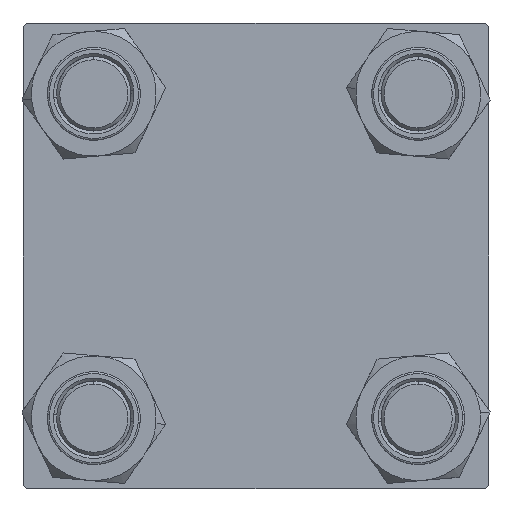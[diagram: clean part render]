
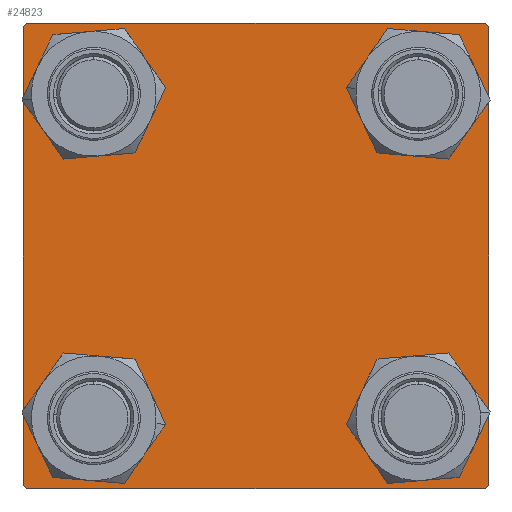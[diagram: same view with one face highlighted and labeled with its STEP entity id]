
A CAD part, left-side view. The second image highlights one B-rep face of the part: STEP entity #24823.
In plain terms, the highlighted planar face has unit normal (-1, 0, 0).
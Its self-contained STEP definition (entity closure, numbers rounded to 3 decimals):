
#125 = ORIENTED_EDGE ( 'NONE', *, *, #30064, .T. ) ;
#290 = CARTESIAN_POINT ( 'NONE',  ( 0., 37.5, 37.5 ) ) ;
#313 = ORIENTED_EDGE ( 'NONE', *, *, #36867, .T. ) ;
#1487 = ORIENTED_EDGE ( 'NONE', *, *, #11150, .T. ) ;
#1965 = CIRCLE ( 'NONE', #16617, 6.5 ) ;
#2159 = LINE ( 'NONE', #19913, #5676 ) ;
#2279 = VERTEX_POINT ( 'NONE', #30538 ) ;
#3188 = CARTESIAN_POINT ( 'NONE',  ( 0., -37., -37.5 ) ) ;
#3226 = CARTESIAN_POINT ( 'NONE',  ( 0., -26.15, 32.65 ) ) ;
#3412 = VERTEX_POINT ( 'NONE', #42051 ) ;
#3958 = VECTOR ( 'NONE', #35817, 1000. ) ;
#4011 = VERTEX_POINT ( 'NONE', #9933 ) ;
#4043 = DIRECTION ( 'NONE',  ( -1., 0., 0. ) ) ;
#5489 = CARTESIAN_POINT ( 'NONE',  ( 0., 26.15, 32.65 ) ) ;
#5568 = EDGE_CURVE ( 'NONE', #41372, #29368, #49955, .T. ) ;
#5676 = VECTOR ( 'NONE', #19636, 1000. ) ;
#7045 = CARTESIAN_POINT ( 'NONE',  ( 0., 37.25, -37.25 ) ) ;
#7262 = CARTESIAN_POINT ( 'NONE',  ( 0., 26.15, -26.15 ) ) ;
#8336 = CARTESIAN_POINT ( 'NONE',  ( 0., 37.5, -37.5 ) ) ;
#8511 = DIRECTION ( 'NONE',  ( 0., 0., 1. ) ) ;
#9461 = VERTEX_POINT ( 'NONE', #52513 ) ;
#9532 = DIRECTION ( 'NONE',  ( 1., 0., 0. ) ) ;
#9640 = LINE ( 'NONE', #26841, #22949 ) ;
#9933 = CARTESIAN_POINT ( 'NONE',  ( 0., -37.5, -37. ) ) ;
#10087 = CARTESIAN_POINT ( 'NONE',  ( 0., -37., 37.5 ) ) ;
#10203 = EDGE_CURVE ( 'NONE', #42466, #17204, #33607, .T. ) ;
#10402 = DIRECTION ( 'NONE',  ( 0., 0., 1. ) ) ;
#11150 = EDGE_CURVE ( 'NONE', #29368, #41372, #24474, .T. ) ;
#11306 = DIRECTION ( 'NONE',  ( 0., -0.707, 0.707 ) ) ;
#12167 = DIRECTION ( 'NONE',  ( 0., 0., -1. ) ) ;
#12359 = DIRECTION ( 'NONE',  ( 0., 0., 1. ) ) ;
#12442 = CARTESIAN_POINT ( 'NONE',  ( 0., 26.15, -26.15 ) ) ;
#12893 = LINE ( 'NONE', #290, #3958 ) ;
#13949 = CARTESIAN_POINT ( 'NONE',  ( 0., -26.15, 26.15 ) ) ;
#16060 = DIRECTION ( 'NONE',  ( 1., 0., 0. ) ) ;
#16617 = AXIS2_PLACEMENT_3D ( 'NONE', #47770, #21091, #56088 ) ;
#16689 = CARTESIAN_POINT ( 'NONE',  ( 0., 26.15, 19.65 ) ) ;
#16946 = FACE_BOUND ( 'NONE', #48806, .T. ) ;
#17039 = EDGE_CURVE ( 'NONE', #29620, #32361, #29995, .T. ) ;
#17117 = DIRECTION ( 'NONE',  ( 1., 0., 0. ) ) ;
#17204 = VERTEX_POINT ( 'NONE', #16689 ) ;
#17318 = CARTESIAN_POINT ( 'NONE',  ( 0., -37.5, 37.5 ) ) ;
#17510 = PLANE ( 'NONE',  #41210 ) ;
#17923 = ORIENTED_EDGE ( 'NONE', *, *, #22160, .F. ) ;
#18543 = CIRCLE ( 'NONE', #24953, 6.5 ) ;
#19333 = DIRECTION ( 'NONE',  ( 1., 0., 0. ) ) ;
#19582 = ORIENTED_EDGE ( 'NONE', *, *, #39411, .T. ) ;
#19636 = DIRECTION ( 'NONE',  ( 0., 0.707, 0.707 ) ) ;
#19669 = ORIENTED_EDGE ( 'NONE', *, *, #31120, .T. ) ;
#19913 = CARTESIAN_POINT ( 'NONE',  ( 0., -37.25, 37.25 ) ) ;
#20348 = DIRECTION ( 'NONE',  ( 0., 0., 1. ) ) ;
#20590 = EDGE_CURVE ( 'NONE', #47386, #50327, #34701, .T. ) ;
#20843 = CARTESIAN_POINT ( 'NONE',  ( 0., -26.15, -19.65 ) ) ;
#21091 = DIRECTION ( 'NONE',  ( 1., 0., 0. ) ) ;
#22160 = EDGE_CURVE ( 'NONE', #47751, #4011, #56600, .T. ) ;
#22949 = VECTOR ( 'NONE', #27975, 1000. ) ;
#23340 = EDGE_CURVE ( 'NONE', #3412, #47386, #51201, .T. ) ;
#24474 = CIRCLE ( 'NONE', #34540, 6.5 ) ;
#24823 = ADVANCED_FACE ( 'NONE', ( #54819, #16946, #39011, #47346, #56511 ), #17510, .T. ) ;
#24866 = VECTOR ( 'NONE', #11306, 1000. ) ;
#24953 = AXIS2_PLACEMENT_3D ( 'NONE', #44805, #9532, #40785 ) ;
#25340 = ORIENTED_EDGE ( 'NONE', *, *, #34327, .T. ) ;
#25487 = VERTEX_POINT ( 'NONE', #27917 ) ;
#25764 = ORIENTED_EDGE ( 'NONE', *, *, #47537, .T. ) ;
#26841 = CARTESIAN_POINT ( 'NONE',  ( 0., 37.5, 37.5 ) ) ;
#27225 = AXIS2_PLACEMENT_3D ( 'NONE', #45682, #41656, #10402 ) ;
#27917 = CARTESIAN_POINT ( 'NONE',  ( 0., -26.15, -32.65 ) ) ;
#27975 = DIRECTION ( 'NONE',  ( 0., 0., -1. ) ) ;
#28035 = VERTEX_POINT ( 'NONE', #20843 ) ;
#28155 = AXIS2_PLACEMENT_3D ( 'NONE', #12442, #29929, #30207 ) ;
#28746 = DIRECTION ( 'NONE',  ( 0., 0., 1. ) ) ;
#29331 = CIRCLE ( 'NONE', #50415, 6.5 ) ;
#29368 = VERTEX_POINT ( 'NONE', #38497 ) ;
#29620 = VERTEX_POINT ( 'NONE', #33133 ) ;
#29807 = CARTESIAN_POINT ( 'NONE',  ( 0., -26.15, -26.15 ) ) ;
#29929 = DIRECTION ( 'NONE',  ( 1., 0., 0. ) ) ;
#29995 = CIRCLE ( 'NONE', #28155, 6.5 ) ;
#30064 = EDGE_CURVE ( 'NONE', #32361, #29620, #45932, .T. ) ;
#30118 = VECTOR ( 'NONE', #30402, 1000. ) ;
#30151 = VECTOR ( 'NONE', #12167, 1000. ) ;
#30207 = DIRECTION ( 'NONE',  ( 0., 0., 1. ) ) ;
#30402 = DIRECTION ( 'NONE',  ( 0., -1., 0. ) ) ;
#30538 = CARTESIAN_POINT ( 'NONE',  ( 0., 37., 37.5 ) ) ;
#31120 = EDGE_CURVE ( 'NONE', #9461, #3412, #9640, .T. ) ;
#31252 = ORIENTED_EDGE ( 'NONE', *, *, #20590, .T. ) ;
#31407 = CARTESIAN_POINT ( 'NONE',  ( 0., 37., -37.5 ) ) ;
#32134 = EDGE_LOOP ( 'NONE', ( #34974, #1487 ) ) ;
#32361 = VERTEX_POINT ( 'NONE', #32432 ) ;
#32432 = CARTESIAN_POINT ( 'NONE',  ( 0., 26.15, -19.65 ) ) ;
#33133 = CARTESIAN_POINT ( 'NONE',  ( 0., 26.15, -32.65 ) ) ;
#33461 = VERTEX_POINT ( 'NONE', #10087 ) ;
#33604 = CARTESIAN_POINT ( 'NONE',  ( 0., -37.5, 37. ) ) ;
#33607 = CIRCLE ( 'NONE', #27225, 6.5 ) ;
#33895 = EDGE_CURVE ( 'NONE', #2279, #9461, #46141, .T. ) ;
#34327 = EDGE_CURVE ( 'NONE', #28035, #25487, #1965, .T. ) ;
#34454 = EDGE_CURVE ( 'NONE', #50327, #4011, #37684, .T. ) ;
#34508 = ORIENTED_EDGE ( 'NONE', *, *, #33895, .T. ) ;
#34540 = AXIS2_PLACEMENT_3D ( 'NONE', #41941, #50269, #28746 ) ;
#34701 = LINE ( 'NONE', #8336, #30118 ) ;
#34974 = ORIENTED_EDGE ( 'NONE', *, *, #5568, .T. ) ;
#35399 = ORIENTED_EDGE ( 'NONE', *, *, #23340, .T. ) ;
#35684 = VECTOR ( 'NONE', #46056, 1000. ) ;
#35817 = DIRECTION ( 'NONE',  ( 0., -1., 0. ) ) ;
#35852 = VECTOR ( 'NONE', #55866, 1000. ) ;
#36852 = ORIENTED_EDGE ( 'NONE', *, *, #10203, .T. ) ;
#36867 = EDGE_CURVE ( 'NONE', #17204, #42466, #18543, .T. ) ;
#37684 = LINE ( 'NONE', #50027, #24866 ) ;
#38497 = CARTESIAN_POINT ( 'NONE',  ( 0., -26.15, 19.65 ) ) ;
#39011 = FACE_BOUND ( 'NONE', #55696, .T. ) ;
#39295 = CARTESIAN_POINT ( 'NONE',  ( 0., 0., 0. ) ) ;
#39411 = EDGE_CURVE ( 'NONE', #25487, #28035, #29331, .T. ) ;
#40785 = DIRECTION ( 'NONE',  ( 0., 0., 1. ) ) ;
#41210 = AXIS2_PLACEMENT_3D ( 'NONE', #39295, #4043, #12359 ) ;
#41372 = VERTEX_POINT ( 'NONE', #3226 ) ;
#41512 = ORIENTED_EDGE ( 'NONE', *, *, #17039, .T. ) ;
#41656 = DIRECTION ( 'NONE',  ( 1., 0., 0. ) ) ;
#41941 = CARTESIAN_POINT ( 'NONE',  ( 0., -26.15, 26.15 ) ) ;
#42051 = CARTESIAN_POINT ( 'NONE',  ( 0., 37.5, -37. ) ) ;
#42466 = VERTEX_POINT ( 'NONE', #5489 ) ;
#44805 = CARTESIAN_POINT ( 'NONE',  ( 0., 26.15, 26.15 ) ) ;
#45682 = CARTESIAN_POINT ( 'NONE',  ( 0., 26.15, 26.15 ) ) ;
#45932 = CIRCLE ( 'NONE', #54205, 6.5 ) ;
#46056 = DIRECTION ( 'NONE',  ( 0., -0.707, -0.707 ) ) ;
#46141 = LINE ( 'NONE', #50438, #35852 ) ;
#46426 = EDGE_LOOP ( 'NONE', ( #36852, #313 ) ) ;
#47346 = FACE_BOUND ( 'NONE', #46426, .T. ) ;
#47386 = VERTEX_POINT ( 'NONE', #31407 ) ;
#47537 = EDGE_CURVE ( 'NONE', #47751, #33461, #2159, .T. ) ;
#47751 = VERTEX_POINT ( 'NONE', #33604 ) ;
#47770 = CARTESIAN_POINT ( 'NONE',  ( 0., -26.15, -26.15 ) ) ;
#48575 = ORIENTED_EDGE ( 'NONE', *, *, #34454, .T. ) ;
#48806 = EDGE_LOOP ( 'NONE', ( #25340, #19582 ) ) ;
#49955 = CIRCLE ( 'NONE', #55439, 6.5 ) ;
#50027 = CARTESIAN_POINT ( 'NONE',  ( 0., -37.25, -37.25 ) ) ;
#50269 = DIRECTION ( 'NONE',  ( 1., 0., 0. ) ) ;
#50327 = VERTEX_POINT ( 'NONE', #3188 ) ;
#50415 = AXIS2_PLACEMENT_3D ( 'NONE', #29807, #16060, #20348 ) ;
#50438 = CARTESIAN_POINT ( 'NONE',  ( 0., 37.25, 37.25 ) ) ;
#51201 = LINE ( 'NONE', #7045, #35684 ) ;
#51410 = ORIENTED_EDGE ( 'NONE', *, *, #51650, .F. ) ;
#51650 = EDGE_CURVE ( 'NONE', #2279, #33461, #12893, .T. ) ;
#51771 = EDGE_LOOP ( 'NONE', ( #19669, #35399, #31252, #48575, #17923, #25764, #51410, #34508 ) ) ;
#52513 = CARTESIAN_POINT ( 'NONE',  ( 0., 37.5, 37. ) ) ;
#54205 = AXIS2_PLACEMENT_3D ( 'NONE', #7262, #19333, #54327 ) ;
#54327 = DIRECTION ( 'NONE',  ( 0., 0., 1. ) ) ;
#54819 = FACE_BOUND ( 'NONE', #32134, .T. ) ;
#55439 = AXIS2_PLACEMENT_3D ( 'NONE', #13949, #17117, #8511 ) ;
#55696 = EDGE_LOOP ( 'NONE', ( #125, #41512 ) ) ;
#55866 = DIRECTION ( 'NONE',  ( 0., 0.707, -0.707 ) ) ;
#56088 = DIRECTION ( 'NONE',  ( 0., 0., 1. ) ) ;
#56511 = FACE_OUTER_BOUND ( 'NONE', #51771, .T. ) ;
#56600 = LINE ( 'NONE', #17318, #30151 ) ;
